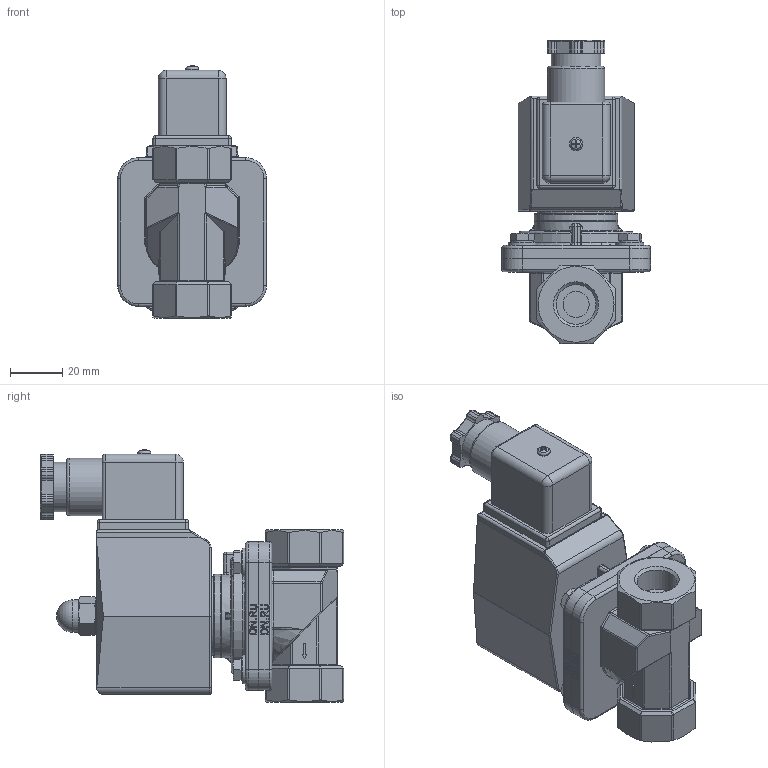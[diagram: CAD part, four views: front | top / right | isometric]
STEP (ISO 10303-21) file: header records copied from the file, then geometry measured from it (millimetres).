
FILE_DESCRIPTION(/* description */ (''),/* implementation_level */ '2;1');
FILE_NAME(/* name */ 'DN10_3D_STEP.stp',/* time_stamp */ '2025-07-21T19:54:29+03:00',/* author */ ('igorr'),/* organization */ (''),/* preprocessor_version */ 'ST-DEVELOPER v20',/* originating_system */ 'Autodesk Inventor 2025',/* authorisation */ '');
FILE_SCHEMA (('AUTOMOTIVE_DESIGN { 1 0 10303 214 3 1 1 }'));
Length unit declared in the file: millimetre
Products named in the file (7): Сборка1; Деталь1; AS 1237 - 6; AS 1110 - M5 x 10; AS 1237 - 8; AS 1427 - M2,5 x 4; IS 7790 - M 8
Assembly tree (12 placements, depth 2):
  Сборка1
    Деталь1
    AS 1237 - 6  x4
    AS 1110 - M5 x 10  x4
    AS 1237 - 8
    AS 1427 - M2,5 x 4
    IS 7790 - M 8
Bounding box: 57.1 x 116.18 x 96.73 mm (x, y, z)
Volume: 227967.7 mm3; surface area: 42343.6 mm2
Topology: 12 solids, 12 shells, 847 faces, 2020 edges, 1231 vertices
Faces by surface type: plane 345, cylinder 246, bspline 106, cone 71, torus 59, sphere 20
Full cylindrical faces by diameter (mm): 2.224 x1, 2.5 x1, 3 x1, 5 x4, 6 x12, 6.4 x4, 6.647 x1, 8 x5, 8.4 x1, 10 x2, 11 x4, 12.5 x1, 14 x1, 15 x1, 15.25 x2, 19 x1, 22 x1, 29.983 x2, 31.983 x2, 44.027 x1
Entity records: 25038 total; most frequent: CARTESIAN_POINT 6695, ORIENTED_EDGE 3664, DIRECTION 3576, EDGE_CURVE 1832, AXIS2_PLACEMENT_3D 1326, VERTEX_POINT 1129, LINE 924, VECTOR 924
